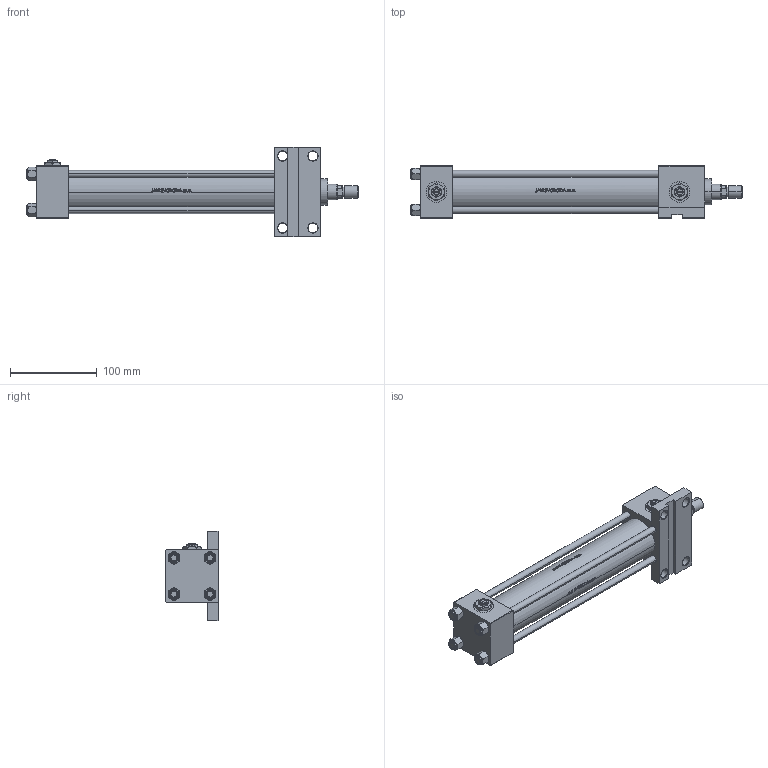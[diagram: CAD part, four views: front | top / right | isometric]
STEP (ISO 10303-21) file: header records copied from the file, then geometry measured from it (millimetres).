
FILE_DESCRIPTION (( 'STEP AP203' ), '1' );
FILE_NAME ('db9d.STEP', '2022-07-01T07:36:05', ( '' ), ( '' ), 'SwSTEP 2.0', 'SolidWorks 2019', '' );
FILE_SCHEMA (( 'CONFIG_CONTROL_DESIGN' ));
Length unit declared in the file: millimetre
Products named in the file (8): NUT_M5_F 3042c71939dad688cadcf9f5687eda0a; db9d; ROD_END_AH 3042c71939dad688cadcf9f5687eda0a; V215CR_VCP_F 3042c71939dad688cadcf9f5687eda0a; V215CR_F_TYCINKA 3042c71939dad688cadcf9f5687eda0a; V215_VC_A 3042c71939dad688cadcf9f5687eda0a; Zatka_pro_OIL_PORT 3042c71939dad688cadcf9f5687eda0a; V215CR_F_Body 3042c71939dad688cadcf9f5687eda0a
Assembly tree (14 placements, depth 2):
  db9d
    V215CR_F_Body 3042c71939dad688cadcf9f5687eda0a
    V215CR_VCP_F 3042c71939dad688cadcf9f5687eda0a
    V215CR_F_TYCINKA 3042c71939dad688cadcf9f5687eda0a  x4
    NUT_M5_F 3042c71939dad688cadcf9f5687eda0a  x4
    V215_VC_A 3042c71939dad688cadcf9f5687eda0a
    ROD_END_AH 3042c71939dad688cadcf9f5687eda0a
    Zatka_pro_OIL_PORT 3042c71939dad688cadcf9f5687eda0a  x2
Bounding box: 383 x 60 x 103 mm (x, y, z)
Volume: 577684.8 mm3; surface area: 192580 mm2
Topology: 14 solids, 14 shells, 1229 faces, 3072 edges, 1962 vertices
Faces by surface type: plane 490, bspline 380, cone 198, cylinder 151, torus 10
Entity records: 50717 total; most frequent: CARTESIAN_POINT 26696, ORIENTED_EDGE 5444, DIRECTION 3508, EDGE_CURVE 2722, VERTEX_POINT 1760, LINE 1378, VECTOR 1378, EDGE_LOOP 1180
